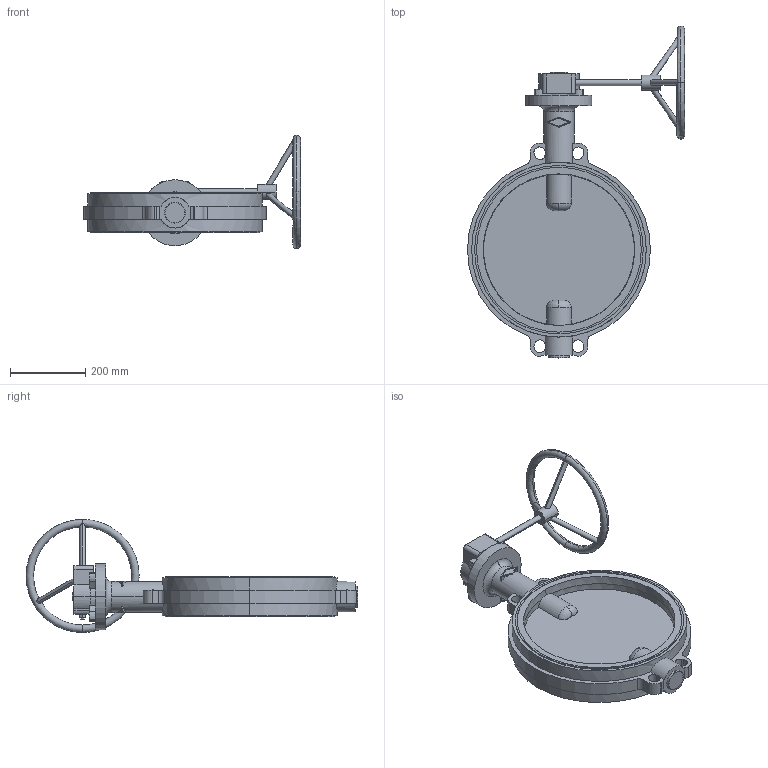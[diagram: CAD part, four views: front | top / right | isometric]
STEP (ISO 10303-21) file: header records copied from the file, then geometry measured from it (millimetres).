
FILE_DESCRIPTION( ( '' ), '1' );
FILE_NAME( 'c000005672.stp', '2015-06-02T12:21:56', ( '' ), ( '' ), ' ', ' ', ' ' );
FILE_SCHEMA( ( 'CONFIG_CONTROL_DESIGN' ) );
Length unit declared in the file: millimetre
Products named in the file (2): 1; 2
Bounding box: 575.5 x 880 x 300 mm (x, y, z)
Volume: 11437091.9 mm3; surface area: 903980.6 mm2
Topology: 2 solids, 2 shells, 247 faces, 695 edges, 462 vertices
Faces by surface type: plane 120, cylinder 102, torus 16, cone 9
Entity records: 9658 total; most frequent: CARTESIAN_POINT 3041, ORIENTED_EDGE 1390, DIRECTION 1380, EDGE_CURVE 695, AXIS2_PLACEMENT_3D 507, VERTEX_POINT 462, LINE 366, VECTOR 366
